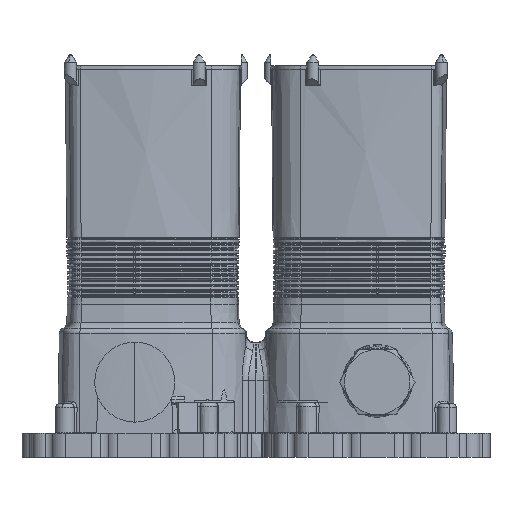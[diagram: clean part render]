
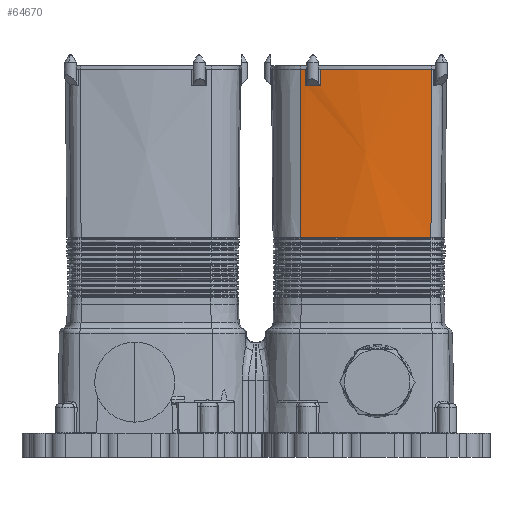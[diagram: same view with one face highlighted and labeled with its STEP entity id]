
A CAD part, front view. The second image highlights one B-rep face of the part: STEP entity #64670.
In plain terms, the highlighted conical face has half-angle 0.5 degrees and reference radius 151.777 mm.
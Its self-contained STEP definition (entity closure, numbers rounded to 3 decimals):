
#294 = CIRCLE ( 'NONE', #37570, 152.564 ) ;
#402 = DIRECTION ( 'NONE',  ( -0.123, -0.696, -0.707 ) ) ;
#2007 = ORIENTED_EDGE ( 'NONE', *, *, #87717, .T. ) ;
#2010 = CARTESIAN_POINT ( 'NONE',  ( -31.586, -25.318, 160. ) ) ;
#2973 = DIRECTION ( 'NONE',  ( 0.128, -0.992, 0. ) ) ;
#4286 = EDGE_CURVE ( 'NONE', #80556, #94351, #62157, .T. ) ;
#4340 = CARTESIAN_POINT ( 'NONE',  ( -29.388, -25.706, 153.235 ) ) ;
#4458 = EDGE_CURVE ( 'NONE', #95507, #48677, #39469, .T. ) ;
#7948 = CARTESIAN_POINT ( 'NONE',  ( -23.524, -26.779, 157.745 ) ) ;
#8503 = DIRECTION ( 'NONE',  ( 0., 0., 1. ) ) ;
#10945 = DIRECTION ( 'NONE',  ( 0., 0., -1. ) ) ;
#11746 = DIRECTION ( 'NONE',  ( 0., 0., -1. ) ) ;
#13284 = CARTESIAN_POINT ( 'NONE',  ( -29.394, -25.765, 160. ) ) ;
#14490 = CARTESIAN_POINT ( 'NONE',  ( 0., 124., 160. ) ) ;
#14781 = ORIENTED_EDGE ( 'NONE', *, *, #4286, .T. ) ;
#15193 = CARTESIAN_POINT ( 'NONE',  ( -29.39, -25.726, 155.49 ) ) ;
#15693 = AXIS2_PLACEMENT_3D ( 'NONE', #45067, #402, #52643 ) ;
#15961 = DIRECTION ( 'NONE',  ( 0.207, 0.978, 0. ) ) ;
#16192 = EDGE_CURVE ( 'NONE', #34077, #18693, #41756, .T. ) ;
#17148 = ORIENTED_EDGE ( 'NONE', *, *, #66028, .T. ) ;
#18122 = CARTESIAN_POINT ( 'NONE',  ( 22.249, -26.992, 160. ) ) ;
#18529 = AXIS2_PLACEMENT_3D ( 'NONE', #14490, #66899, #21943 ) ;
#18693 = VERTEX_POINT ( 'NONE', #2010 ) ;
#18867 = CIRCLE ( 'NONE', #48872, 152.623 ) ;
#20130 = AXIS2_PLACEMENT_3D ( 'NONE', #88840, #43924, #96380 ) ;
#20393 = VECTOR ( 'NONE', #83296, 1000. ) ;
#21846 = VECTOR ( 'NONE', #50954, 1000. ) ;
#21943 = DIRECTION ( 'NONE',  ( 0.997, 0.076, 0. ) ) ;
#22837 = EDGE_CURVE ( 'NONE', #31313, #94351, #70962, .T. ) ;
#23537 = CARTESIAN_POINT ( 'NONE',  ( -23.514, -26.741, 153.235 ) ) ;
#24975 = AXIS2_PLACEMENT_3D ( 'NONE', #68417, #8503, #15961 ) ;
#25563 = ORIENTED_EDGE ( 'NONE', *, *, #16192, .F. ) ;
#29314 = VERTEX_POINT ( 'NONE', #66296 ) ;
#29468 = VERTEX_POINT ( 'NONE', #45285 ) ;
#31313 = VERTEX_POINT ( 'NONE', #13284 ) ;
#32747 = ORIENTED_EDGE ( 'NONE', *, *, #72775, .T. ) ;
#34077 = VERTEX_POINT ( 'NONE', #59024 ) ;
#35340 = FACE_OUTER_BOUND ( 'NONE', #89801, .T. ) ;
#36981 = CIRCLE ( 'NONE', #20130, 152.017 ) ;
#37570 = AXIS2_PLACEMENT_3D ( 'NONE', #92593, #47676, #2973 ) ;
#38276 = CARTESIAN_POINT ( 'NONE',  ( -23.529, -26.798, 160. ) ) ;
#39013 = EDGE_CURVE ( 'NONE', #31313, #18693, #18867, .T. ) ;
#39469 = B_SPLINE_CURVE_WITH_KNOTS ( 'NONE', 3,
 ( #83565, #7948, #95647, #23537 ),
 .UNSPECIFIED., .F., .F.,
 ( 4, 4 ),
 ( 0., 1. ),
 .UNSPECIFIED. ) ;
#41458 = CARTESIAN_POINT ( 'NONE',  ( 0., 124., 153.235 ) ) ;
#41756 = LINE ( 'NONE', #95833, #21846 ) ;
#42080 = EDGE_CURVE ( 'NONE', #34077, #29468, #36981, .T. ) ;
#43924 = DIRECTION ( 'NONE',  ( 0., 0., 1. ) ) ;
#44817 = CARTESIAN_POINT ( 'NONE',  ( -23.514, -26.741, 153.235 ) ) ;
#45067 = CARTESIAN_POINT ( 'NONE',  ( -13.341, 48.234, 77.621 ) ) ;
#45285 = CARTESIAN_POINT ( 'NONE',  ( 22.161, -26.393, 90.653 ) ) ;
#45881 = CARTESIAN_POINT ( 'NONE',  ( 22.188, -26.574, 111.571 ) ) ;
#47062 = ORIENTED_EDGE ( 'NONE', *, *, #42080, .T. ) ;
#47676 = DIRECTION ( 'NONE',  ( 0., 0., -1. ) ) ;
#48677 = VERTEX_POINT ( 'NONE', #44817 ) ;
#48872 = AXIS2_PLACEMENT_3D ( 'NONE', #56585, #11746, #64117 ) ;
#49866 = CIRCLE ( 'NONE', #18529, 152.623 ) ;
#50954 = DIRECTION ( 'NONE',  ( -0.002, -0.009, 1. ) ) ;
#52643 = DIRECTION ( 'NONE',  ( -0.101, -0.7, 0.707 ) ) ;
#56585 = CARTESIAN_POINT ( 'NONE',  ( 0., 124., 160. ) ) ;
#58170 = EDGE_CURVE ( 'NONE', #29468, #59819, #62739, .T. ) ;
#58935 = ORIENTED_EDGE ( 'NONE', *, *, #22837, .F. ) ;
#59024 = CARTESIAN_POINT ( 'NONE',  ( -31.461, -24.726, 90.653 ) ) ;
#59819 = VERTEX_POINT ( 'NONE', #18122 ) ;
#60107 = CARTESIAN_POINT ( 'NONE',  ( -29.392, -25.746, 157.745 ) ) ;
#60767 = ORIENTED_EDGE ( 'NONE', *, *, #58170, .T. ) ;
#62157 = CIRCLE ( 'NONE', #81562, 152.564 ) ;
#62739 = LINE ( 'NONE', #45881, #20393 ) ;
#64117 = DIRECTION ( 'NONE',  ( 0.997, 0.076, 0. ) ) ;
#64670 = ADVANCED_FACE ( 'NONE', ( #35340 ), #70683, .T. ) ;
#65118 = ORIENTED_EDGE ( 'NONE', *, *, #39013, .T. ) ;
#66028 = EDGE_CURVE ( 'NONE', #48677, #29314, #294, .T. ) ;
#66296 = CARTESIAN_POINT ( 'NONE',  ( -24.181, -26.635, 153.235 ) ) ;
#66649 = CIRCLE ( 'NONE', #15693, 106.96 ) ;
#66899 = DIRECTION ( 'NONE',  ( 0., 0., -1. ) ) ;
#67620 = CARTESIAN_POINT ( 'NONE',  ( -29.388, -25.706, 153.235 ) ) ;
#68417 = CARTESIAN_POINT ( 'NONE',  ( 0., 124., 63.143 ) ) ;
#70683 = CONICAL_SURFACE ( 'NONE', #24975, 151.777, 0.009 ) ;
#70962 = B_SPLINE_CURVE_WITH_KNOTS ( 'NONE', 3,
 ( #71939, #60107, #15193, #67620 ),
 .UNSPECIFIED., .F., .F.,
 ( 4, 4 ),
 ( 0., 1. ),
 .UNSPECIFIED. ) ;
#71939 = CARTESIAN_POINT ( 'NONE',  ( -29.394, -25.765, 160. ) ) ;
#72775 = EDGE_CURVE ( 'NONE', #59819, #95507, #49866, .T. ) ;
#80556 = VERTEX_POINT ( 'NONE', #82175 ) ;
#81562 = AXIS2_PLACEMENT_3D ( 'NONE', #41458, #10945, #88925 ) ;
#82175 = CARTESIAN_POINT ( 'NONE',  ( -28.726, -25.835, 153.235 ) ) ;
#83278 = ORIENTED_EDGE ( 'NONE', *, *, #4458, .T. ) ;
#83296 = DIRECTION ( 'NONE',  ( 0.001, -0.009, 1. ) ) ;
#83565 = CARTESIAN_POINT ( 'NONE',  ( -23.529, -26.798, 160. ) ) ;
#87717 = EDGE_CURVE ( 'NONE', #29314, #80556, #66649, .T. ) ;
#88840 = CARTESIAN_POINT ( 'NONE',  ( 0., 124., 90.653 ) ) ;
#88925 = DIRECTION ( 'NONE',  ( 0.128, -0.992, 0. ) ) ;
#89801 = EDGE_LOOP ( 'NONE', ( #17148, #2007, #14781, #58935, #65118, #25563, #47062, #60767, #32747, #83278 ) ) ;
#92593 = CARTESIAN_POINT ( 'NONE',  ( 0., 124., 153.235 ) ) ;
#94351 = VERTEX_POINT ( 'NONE', #4340 ) ;
#95507 = VERTEX_POINT ( 'NONE', #38276 ) ;
#95647 = CARTESIAN_POINT ( 'NONE',  ( -23.519, -26.76, 155.49 ) ) ;
#95833 = CARTESIAN_POINT ( 'NONE',  ( -31.499, -24.905, 111.571 ) ) ;
#96380 = DIRECTION ( 'NONE',  ( 0.128, -0.992, 0. ) ) ;
